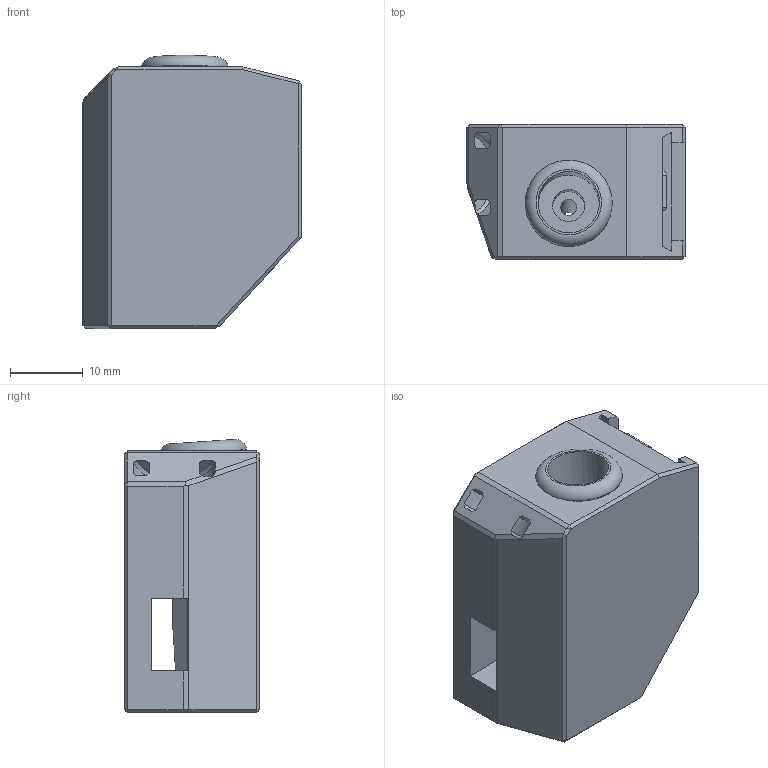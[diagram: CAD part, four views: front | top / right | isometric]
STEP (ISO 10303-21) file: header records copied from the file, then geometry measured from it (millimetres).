
FILE_DESCRIPTION(/* description */ (''),/* implementation_level */ '2;1');
FILE_NAME(/* name */ 'coupler_block_MMB_no_switch.step',/* time_stamp */ '2023-12-09T00:54:35-05:00',/* author */ (''),/* organization */ (''),/* preprocessor_version */ 'ST-DEVELOPER v20',/* originating_system */ 'Autodesk Translation Framework v12.14.0.127',/* authorisation */ '');
FILE_SCHEMA (('AUTOMOTIVE_DESIGN { 1 0 10303 214 3 1 1 }'));
Length unit declared in the file: millimetre
Products named in the file (1): __coupler_block_MMB
Bounding box: 30 x 18.6 x 37.57 mm (x, y, z)
Volume: 14225.1 mm3; surface area: 5895.4 mm2
Topology: 1 solids, 1 shells, 100 faces, 248 edges, 149 vertices
Faces by surface type: plane 83, cylinder 9, cone 4, bspline 3, torus 1
Full cylindrical faces by diameter (mm): 2.2 x1, 4.4 x1, 8.45 x1
Entity records: 3047 total; most frequent: CARTESIAN_POINT 676, ORIENTED_EDGE 492, DIRECTION 465, EDGE_CURVE 246, LINE 201, VECTOR 201, VERTEX_POINT 149, AXIS2_PLACEMENT_3D 132
